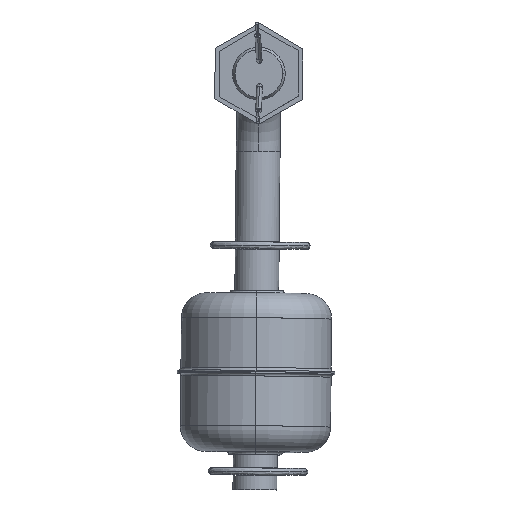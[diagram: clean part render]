
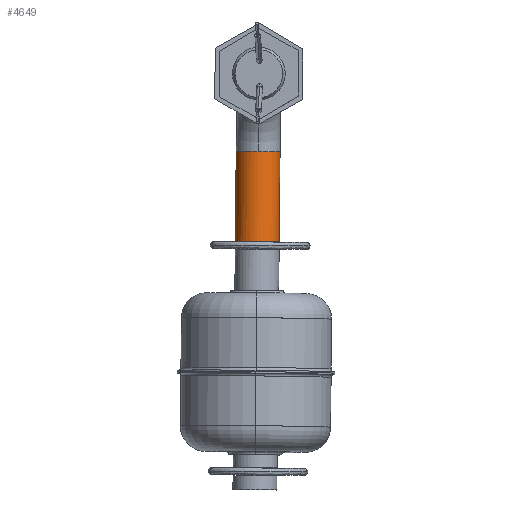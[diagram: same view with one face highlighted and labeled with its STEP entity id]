
A CAD part, top view. The second image highlights one B-rep face of the part: STEP entity #4649.
In plain terms, the highlighted cylindrical face has radius 3.969 mm (diameter 7.937 mm), a partial arc.
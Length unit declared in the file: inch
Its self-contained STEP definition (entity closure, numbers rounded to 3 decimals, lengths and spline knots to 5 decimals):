
#36 = EDGE_CURVE ( 'NONE', #4505, #5254, #857, .T. ) ;
#69 = ORIENTED_EDGE ( 'NONE', *, *, #4602, .T. ) ;
#80 = ORIENTED_EDGE ( 'NONE', *, *, #36, .T. ) ;
#143 = ORIENTED_EDGE ( 'NONE', *, *, #4504, .T. ) ;
#151 = ORIENTED_EDGE ( 'NONE', *, *, #4405, .F. ) ;
#186 = ORIENTED_EDGE ( 'NONE', *, *, #245, .F. ) ;
#245 = EDGE_CURVE ( 'NONE', #1312, #3097, #5341, .T. ) ;
#772 = DIRECTION ( 'NONE',  ( -0.01, -1., 0. ) ) ;
#857 = CIRCLE ( 'NONE', #5147, 0.15625 ) ;
#877 = CARTESIAN_POINT ( 'NONE',  ( -0.0053, -0.55147, -1.90375 ) ) ;
#949 = DIRECTION ( 'NONE',  ( 1., -0.01, 0. ) ) ;
#1133 = AXIS2_PLACEMENT_3D ( 'NONE', #3844, #1358, #4254 ) ;
#1272 = CARTESIAN_POINT ( 'NONE',  ( -0.16155, -0.54997, -2.06 ) ) ;
#1312 = VERTEX_POINT ( 'NONE', #2944 ) ;
#1358 = DIRECTION ( 'NONE',  ( -0.01, -1., 0. ) ) ;
#1575 = CARTESIAN_POINT ( 'NONE',  ( 0.15094, -0.55298, -2.06 ) ) ;
#1722 = CARTESIAN_POINT ( 'NONE',  ( -0.16155, -0.54997, -2.06 ) ) ;
#1892 = CYLINDRICAL_SURFACE ( 'NONE', #2849, 0.15625 ) ;
#2021 = FACE_OUTER_BOUND ( 'NONE', #2733, .T. ) ;
#2073 = CARTESIAN_POINT ( 'NONE',  ( -0.01144, -1.18995, -2.06 ) ) ;
#2284 = VECTOR ( 'NONE', #4606, 39.37008 ) ;
#2298 = LINE ( 'NONE', #1722, #2284 ) ;
#2503 = DIRECTION ( 'NONE',  ( 1., -0.01, 0. ) ) ;
#2733 = EDGE_LOOP ( 'NONE', ( #69, #80, #143, #151, #186 ) ) ;
#2827 = CIRCLE ( 'NONE', #3201, 0.15625 ) ;
#2849 = AXIS2_PLACEMENT_3D ( 'NONE', #4269, #4682, #949 ) ;
#2944 = CARTESIAN_POINT ( 'NONE',  ( 0.15094, -0.55298, -2.06 ) ) ;
#2993 = CARTESIAN_POINT ( 'NONE',  ( -0.16769, -1.18844, -2.06 ) ) ;
#3097 = VERTEX_POINT ( 'NONE', #3139 ) ;
#3139 = CARTESIAN_POINT ( 'NONE',  ( 0.1448, -1.19145, -2.06 ) ) ;
#3201 = AXIS2_PLACEMENT_3D ( 'NONE', #2073, #4953, #2503 ) ;
#3279 = CARTESIAN_POINT ( 'NONE',  ( -0.0053, -0.55147, -2.06 ) ) ;
#3650 = DIRECTION ( 'NONE',  ( -0.01, -1., 0. ) ) ;
#3687 = DIRECTION ( 'NONE',  ( -1., 0.01, 0.01 ) ) ;
#3844 = CARTESIAN_POINT ( 'NONE',  ( -0.0053, -0.55147, -2.06 ) ) ;
#4070 = CIRCLE ( 'NONE', #1133, 0.15625 ) ;
#4254 = DIRECTION ( 'NONE',  ( -1., 0.01, 0.01 ) ) ;
#4269 = CARTESIAN_POINT ( 'NONE',  ( -0.0053, -0.55147, -2.06 ) ) ;
#4405 = EDGE_CURVE ( 'NONE', #3097, #4517, #2827, .T. ) ;
#4504 = EDGE_CURVE ( 'NONE', #5254, #4517, #2298, .T. ) ;
#4505 = VERTEX_POINT ( 'NONE', #877 ) ;
#4517 = VERTEX_POINT ( 'NONE', #2993 ) ;
#4602 = EDGE_CURVE ( 'NONE', #1312, #4505, #4070, .T. ) ;
#4606 = DIRECTION ( 'NONE',  ( -0.01, -1., 0. ) ) ;
#4649 = ADVANCED_FACE ( 'NONE', ( #2021 ), #1892, .T. ) ;
#4682 = DIRECTION ( 'NONE',  ( -0.01, -1., 0. ) ) ;
#4953 = DIRECTION ( 'NONE',  ( -0.01, -1., 0. ) ) ;
#5147 = AXIS2_PLACEMENT_3D ( 'NONE', #3279, #772, #3687 ) ;
#5254 = VERTEX_POINT ( 'NONE', #1272 ) ;
#5280 = VECTOR ( 'NONE', #3650, 39.37008 ) ;
#5341 = LINE ( 'NONE', #1575, #5280 ) ;
